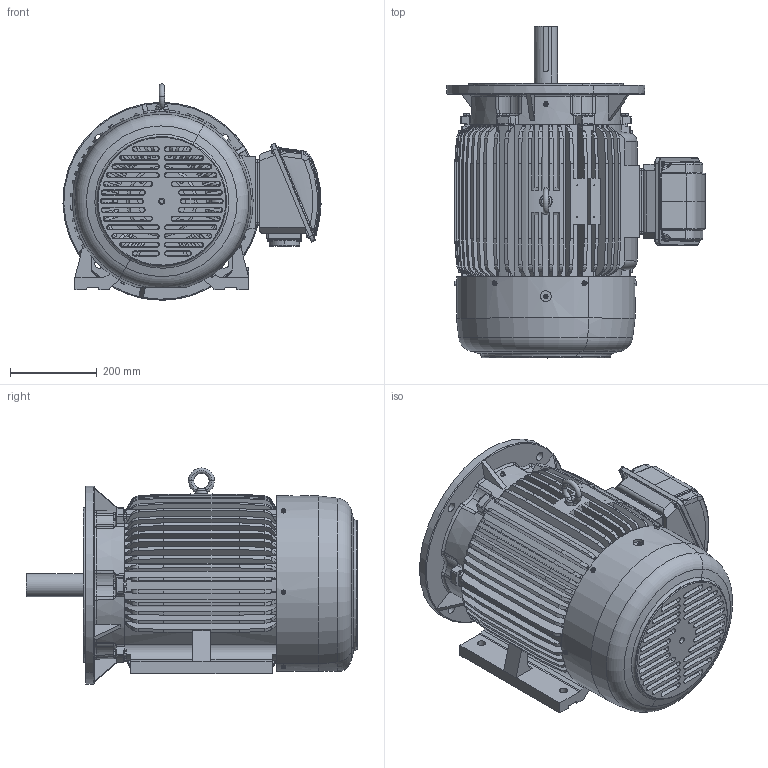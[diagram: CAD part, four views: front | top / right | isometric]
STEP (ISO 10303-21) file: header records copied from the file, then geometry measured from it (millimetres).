
FILE_DESCRIPTION(('CATIA V5 STEP Exchange'),'2;1');
FILE_NAME('324TS-HV-DF_AllCATPart.stp','2012-08-25T02:47:44+00:00',('none'),('none'),'CATIA Version 5 Release 19 SP 9 (IN-10)','CATIA V5 STEP AP203','none');
FILE_SCHEMA(('CONFIG_CONTROL_DESIGN'));
Length unit declared in the file: millimetre
Products named in the file (1): 324TS-HV-DF_AllCATPart
Bounding box: 593.82 x 763.6 x 497.44 mm (x, y, z)
Volume: 22571697.6 mm3; surface area: 4184306.9 mm2
Topology: 45 solids, 45 shells, 3858 faces, 10345 edges, 6624 vertices
Faces by surface type: plane 1186, cylinder 891, torus 837, cone 595, bspline 287, sphere 60, revolution 2
Entity records: 150819 total; most frequent: CARTESIAN_POINT 69107, ORIENTED_EDGE 20562, DIRECTION 10650, EDGE_CURVE 10281, VERTEX_POINT 6624, AXIS2_PLACEMENT_3D 5655, EDGE_LOOP 4189, ADVANCED_FACE 3858
